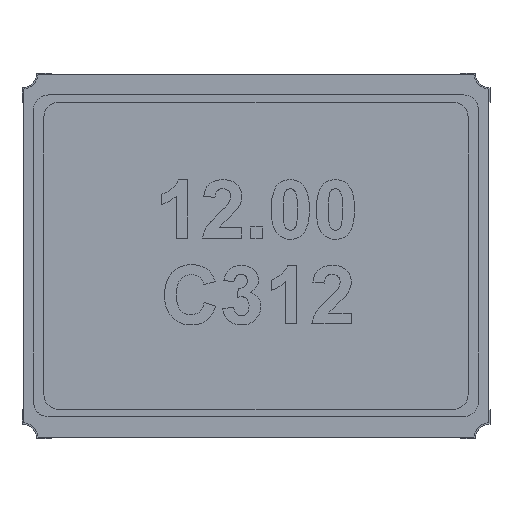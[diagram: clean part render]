
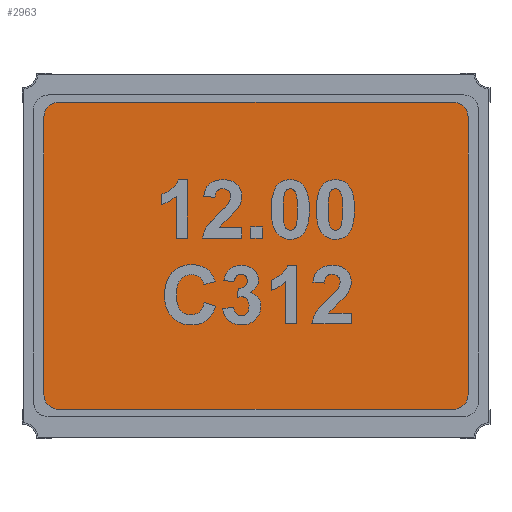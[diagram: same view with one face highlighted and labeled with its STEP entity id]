
A CAD part, top view. The second image highlights one B-rep face of the part: STEP entity #2963.
In plain terms, the highlighted planar face has unit normal (0, 0, 1).
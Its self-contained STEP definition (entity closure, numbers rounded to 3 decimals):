
#118 = EDGE_CURVE ( 'NONE', #1695, #7051, #5606, .T. ) ;
#159 = CARTESIAN_POINT ( 'NONE',  ( -1.35, 1.05, 0.75 ) ) ;
#300 = VECTOR ( 'NONE', #7521, 1000. ) ;
#399 = LINE ( 'NONE', #2427, #5129 ) ;
#404 = CARTESIAN_POINT ( 'NONE',  ( 1.35, -0.95, 0.75 ) ) ;
#440 = CARTESIAN_POINT ( 'NONE',  ( 1.35, -1.05, 0.75 ) ) ;
#506 = VERTEX_POINT ( 'NONE', #1924 ) ;
#702 = VECTOR ( 'NONE', #1698, 1000. ) ;
#889 = CARTESIAN_POINT ( 'NONE',  ( 1.35, 1.05, 0.75 ) ) ;
#1029 = DIRECTION ( 'NONE',  ( 1., 0., 0. ) ) ;
#1235 = DIRECTION ( 'NONE',  ( 0., 0., -1. ) ) ;
#1494 = CARTESIAN_POINT ( 'NONE',  ( -1.45, -0.95, 0.75 ) ) ;
#1635 = CIRCLE ( 'NONE', #2083, 0.1 ) ;
#1695 = VERTEX_POINT ( 'NONE', #4721 ) ;
#1698 = DIRECTION ( 'NONE',  ( -1., 0., 0. ) ) ;
#1836 = DIRECTION ( 'NONE',  ( 0., 1., 0. ) ) ;
#1851 = VERTEX_POINT ( 'NONE', #1494 ) ;
#1924 = CARTESIAN_POINT ( 'NONE',  ( 1.45, 0.95, 0.75 ) ) ;
#1955 = ORIENTED_EDGE ( 'NONE', *, *, #6971, .F. ) ;
#2062 = ORIENTED_EDGE ( 'NONE', *, *, #7532, .F. ) ;
#2083 = AXIS2_PLACEMENT_3D ( 'NONE', #404, #4712, #1029 ) ;
#2104 = ORIENTED_EDGE ( 'NONE', *, *, #118, .F. ) ;
#2243 = LINE ( 'NONE', #2342, #3868 ) ;
#2328 = CARTESIAN_POINT ( 'NONE',  ( -1.45, 0.95, 0.75 ) ) ;
#2342 = CARTESIAN_POINT ( 'NONE',  ( -1.35, 1.05, 0.75 ) ) ;
#2427 = CARTESIAN_POINT ( 'NONE',  ( -1.45, -0.95, 0.75 ) ) ;
#2481 = ORIENTED_EDGE ( 'NONE', *, *, #5939, .F. ) ;
#2669 = ORIENTED_EDGE ( 'NONE', *, *, #6216, .F. ) ;
#2674 = CARTESIAN_POINT ( 'NONE',  ( -1.35, -0.95, 0.75 ) ) ;
#2963 = ADVANCED_FACE ( 'NONE', ( #6852 ), #4420, .T. ) ;
#3093 = AXIS2_PLACEMENT_3D ( 'NONE', #4918, #1235, #5543 ) ;
#3203 = DIRECTION ( 'NONE',  ( 0., 0., 1. ) ) ;
#3215 = CARTESIAN_POINT ( 'NONE',  ( 1.45, 0.95, 0.75 ) ) ;
#3297 = DIRECTION ( 'NONE',  ( -1., 0., 0. ) ) ;
#3301 = ORIENTED_EDGE ( 'NONE', *, *, #6417, .F. ) ;
#3362 = DIRECTION ( 'NONE',  ( 0., 0., -1. ) ) ;
#3377 = EDGE_LOOP ( 'NONE', ( #2062, #2104, #1955, #3301, #3567, #7336, #2481, #2669 ) ) ;
#3567 = ORIENTED_EDGE ( 'NONE', *, *, #6257, .F. ) ;
#3682 = CIRCLE ( 'NONE', #3093, 0.1 ) ;
#3868 = VECTOR ( 'NONE', #7901, 1000. ) ;
#4166 = CARTESIAN_POINT ( 'NONE',  ( 1.45, -0.95, 0.75 ) ) ;
#4345 = VERTEX_POINT ( 'NONE', #889 ) ;
#4420 = PLANE ( 'NONE',  #7210 ) ;
#4634 = AXIS2_PLACEMENT_3D ( 'NONE', #7059, #3362, #7660 ) ;
#4712 = DIRECTION ( 'NONE',  ( 0., 0., -1. ) ) ;
#4721 = CARTESIAN_POINT ( 'NONE',  ( 1.35, -1.05, 0.75 ) ) ;
#4840 = VERTEX_POINT ( 'NONE', #2328 ) ;
#4918 = CARTESIAN_POINT ( 'NONE',  ( 1.35, 0.95, 0.75 ) ) ;
#5129 = VECTOR ( 'NONE', #1836, 1000. ) ;
#5449 = VERTEX_POINT ( 'NONE', #4166 ) ;
#5543 = DIRECTION ( 'NONE',  ( 1., 0., 0. ) ) ;
#5606 = LINE ( 'NONE', #440, #702 ) ;
#5843 = VERTEX_POINT ( 'NONE', #159 ) ;
#5939 = EDGE_CURVE ( 'NONE', #4840, #5843, #7718, .T. ) ;
#6028 = CARTESIAN_POINT ( 'NONE',  ( -1.35, -1.05, 0.75 ) ) ;
#6109 = EDGE_CURVE ( 'NONE', #5843, #4345, #2243, .T. ) ;
#6216 = EDGE_CURVE ( 'NONE', #1851, #4840, #399, .T. ) ;
#6257 = EDGE_CURVE ( 'NONE', #4345, #506, #3682, .T. ) ;
#6417 = EDGE_CURVE ( 'NONE', #506, #5449, #6666, .T. ) ;
#6666 = LINE ( 'NONE', #3215, #300 ) ;
#6815 = CIRCLE ( 'NONE', #7780, 0.1 ) ;
#6852 = FACE_OUTER_BOUND ( 'NONE', #3377, .T. ) ;
#6897 = CARTESIAN_POINT ( 'NONE',  ( -1.45, -1.05, 0.75 ) ) ;
#6971 = EDGE_CURVE ( 'NONE', #5449, #1695, #1635, .T. ) ;
#6989 = DIRECTION ( 'NONE',  ( 0., 0., -1. ) ) ;
#7051 = VERTEX_POINT ( 'NONE', #6028 ) ;
#7059 = CARTESIAN_POINT ( 'NONE',  ( -1.35, 0.95, 0.75 ) ) ;
#7210 = AXIS2_PLACEMENT_3D ( 'NONE', #6897, #3203, #7510 ) ;
#7336 = ORIENTED_EDGE ( 'NONE', *, *, #6109, .F. ) ;
#7510 = DIRECTION ( 'NONE',  ( 1., 0., 0. ) ) ;
#7521 = DIRECTION ( 'NONE',  ( 0., -1., 0. ) ) ;
#7532 = EDGE_CURVE ( 'NONE', #7051, #1851, #6815, .T. ) ;
#7660 = DIRECTION ( 'NONE',  ( 1., 0., 0. ) ) ;
#7718 = CIRCLE ( 'NONE', #4634, 0.1 ) ;
#7780 = AXIS2_PLACEMENT_3D ( 'NONE', #2674, #6989, #3297 ) ;
#7901 = DIRECTION ( 'NONE',  ( 1., 0., 0. ) ) ;
